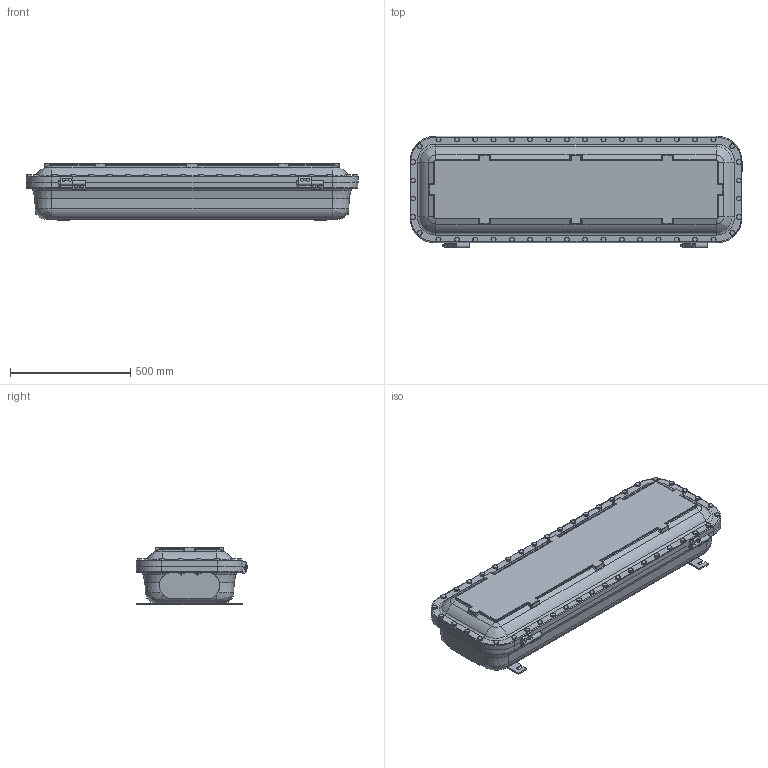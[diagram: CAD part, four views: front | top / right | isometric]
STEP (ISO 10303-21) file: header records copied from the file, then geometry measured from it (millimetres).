
FILE_DESCRIPTION(/* description */ (''),/* implementation_level */ '2;1');
FILE_NAME(/* name */ 'KIL_B7EN.stp',/* time_stamp */ '2018-01-18T12:31:17+05:00',/* author */ ('ypadmaraja'),/* organization */ (''),/* preprocessor_version */ 'ST-DEVELOPER v16.13',/* originating_system */ 'Autodesk Inventor 2018',/* authorisation */ '');
FILE_SCHEMA (('AUTOMOTIVE_DESIGN { 1 0 10303 214 3 1 1 }'));
Length unit declared in the file: inch
Products named in the file (11): B7EN; 19942AAAM; 19942ABAM; 01917; 17770AAAB; 17473AAAB; SAE J487a - 1/8 x 3/4    Extended Prong Square Cut Type; 17750AAAB; 17339; 17137ABAM; 16972AAAB
Assembly tree (65 placements, depth 3):
  B7EN
    19942AAAM
    19942ABAM
    01917  x2
      17770AAAB
      17473AAAB
      SAE J487a - 1/8 x 3/4    Extended Prong Square Cut Type
    17750AAAB  x8
    17339  x44
    17137ABAM  x2
    16972AAAB  x4
Bounding box: 1381.12 x 465.11 x 241.05 mm (x, y, z)
Volume: 42652342.4 mm3; surface area: 3782202.4 mm2
Topology: 68 solids, 68 shells, 2756 faces, 6421 edges, 3980 vertices
Faces by surface type: plane 1344, cylinder 570, cone 496, bspline 234, torus 72, sphere 40
Full cylindrical faces by diameter (mm): 3.571 x2, 4.978 x10, 5.613 x4, 6.401 x4, 7.717 x8, 7.798 x4, 8.331 x8, 9.286 x4, 9.525 x2, 9.55 x4, 10.592 x44, 10.719 x4, 11.43 x44, 12.304 x44, 12.675 x44, 12.802 x8, 13.492 x44, 14.287 x8, 15.875 x4, 17.272 x44
Entity records: 43762 total; most frequent: CARTESIAN_POINT 11734, DIRECTION 6163, ORIENTED_EDGE 6054, EDGE_CURVE 3027, AXIS2_PLACEMENT_3D 2232, VERTEX_POINT 2054, EDGE_LOOP 1917, LINE 1699
